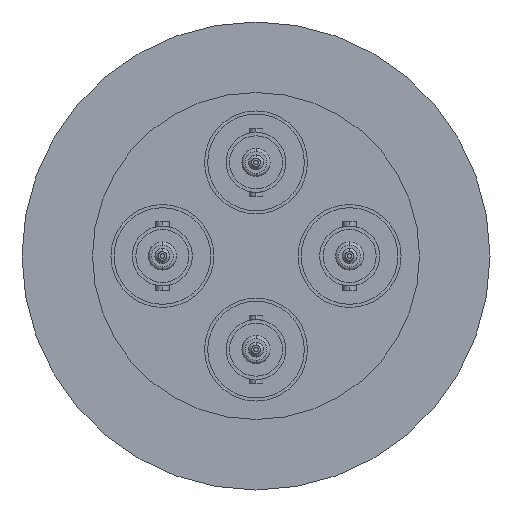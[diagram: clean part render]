
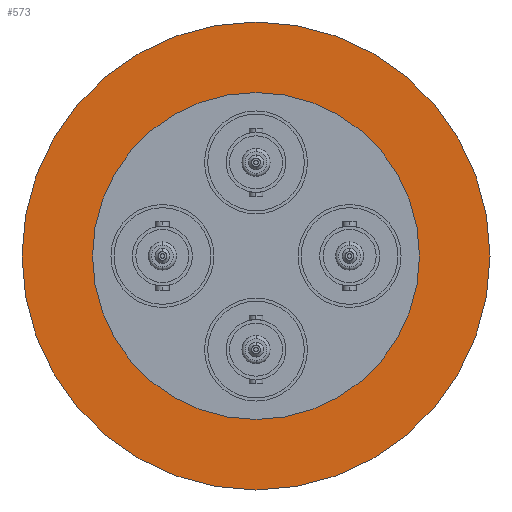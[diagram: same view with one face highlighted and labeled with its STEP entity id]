
A CAD part, left-side view. The second image highlights one B-rep face of the part: STEP entity #573.
In plain terms, the highlighted planar face has unit normal (-1, 0, 0).
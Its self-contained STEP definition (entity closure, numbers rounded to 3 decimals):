
#45 = ORIENTED_EDGE ( 'NONE', *, *, #684, .T. ) ;
#75 = VERTEX_POINT ( 'NONE', #2429 ) ;
#106 = VERTEX_POINT ( 'NONE', #137 ) ;
#137 = CARTESIAN_POINT ( 'NONE',  ( 0., 0., 37.5 ) ) ;
#170 = DIRECTION ( 'NONE',  ( 0., 0., 1. ) ) ;
#205 = DIRECTION ( 'NONE',  ( -1., 0., 0. ) ) ;
#281 = CARTESIAN_POINT ( 'NONE',  ( 0., 0., -37.5 ) ) ;
#378 = AXIS2_PLACEMENT_3D ( 'NONE', #281, #658, #614 ) ;
#444 = EDGE_LOOP ( 'NONE', ( #45, #2153 ) ) ;
#537 = CIRCLE ( 'NONE', #1057, 26.2 ) ;
#554 = EDGE_CURVE ( 'NONE', #75, #106, #1176, .T. ) ;
#573 = ADVANCED_FACE ( 'NONE', ( #1005, #1365 ), #2364, .F. ) ;
#602 = DIRECTION ( 'NONE',  ( 0., 0., 1. ) ) ;
#614 = DIRECTION ( 'NONE',  ( 0., 0., -1. ) ) ;
#622 = AXIS2_PLACEMENT_3D ( 'NONE', #805, #205, #602 ) ;
#626 = EDGE_CURVE ( 'NONE', #1253, #1481, #2213, .T. ) ;
#643 = DIRECTION ( 'NONE',  ( -1., 0., 0. ) ) ;
#658 = DIRECTION ( 'NONE',  ( 1., 0., 0. ) ) ;
#684 = EDGE_CURVE ( 'NONE', #106, #75, #2296, .T. ) ;
#805 = CARTESIAN_POINT ( 'NONE',  ( 0., 0., 0. ) ) ;
#810 = EDGE_LOOP ( 'NONE', ( #985, #2042 ) ) ;
#985 = ORIENTED_EDGE ( 'NONE', *, *, #626, .F. ) ;
#1005 = FACE_BOUND ( 'NONE', #810, .T. ) ;
#1057 = AXIS2_PLACEMENT_3D ( 'NONE', #2113, #1712, #2316 ) ;
#1126 = CARTESIAN_POINT ( 'NONE',  ( 0., 0., 0. ) ) ;
#1176 = CIRCLE ( 'NONE', #1583, 37.5 ) ;
#1190 = CARTESIAN_POINT ( 'NONE',  ( 0., 0., 0. ) ) ;
#1253 = VERTEX_POINT ( 'NONE', #1952 ) ;
#1365 = FACE_OUTER_BOUND ( 'NONE', #444, .T. ) ;
#1481 = VERTEX_POINT ( 'NONE', #2497 ) ;
#1583 = AXIS2_PLACEMENT_3D ( 'NONE', #1126, #1901, #170 ) ;
#1712 = DIRECTION ( 'NONE',  ( -1., 0., 0. ) ) ;
#1791 = AXIS2_PLACEMENT_3D ( 'NONE', #1190, #643, #2199 ) ;
#1901 = DIRECTION ( 'NONE',  ( -1., 0., 0. ) ) ;
#1952 = CARTESIAN_POINT ( 'NONE',  ( 0., 0., 26.2 ) ) ;
#2042 = ORIENTED_EDGE ( 'NONE', *, *, #2425, .F. ) ;
#2113 = CARTESIAN_POINT ( 'NONE',  ( 0., 0., 0. ) ) ;
#2153 = ORIENTED_EDGE ( 'NONE', *, *, #554, .T. ) ;
#2199 = DIRECTION ( 'NONE',  ( 0., 0., 1. ) ) ;
#2213 = CIRCLE ( 'NONE', #1791, 26.2 ) ;
#2296 = CIRCLE ( 'NONE', #622, 37.5 ) ;
#2316 = DIRECTION ( 'NONE',  ( 0., 0., 1. ) ) ;
#2364 = PLANE ( 'NONE',  #378 ) ;
#2425 = EDGE_CURVE ( 'NONE', #1481, #1253, #537, .T. ) ;
#2429 = CARTESIAN_POINT ( 'NONE',  ( 0., 0., -37.5 ) ) ;
#2497 = CARTESIAN_POINT ( 'NONE',  ( 0., 0., -26.2 ) ) ;
